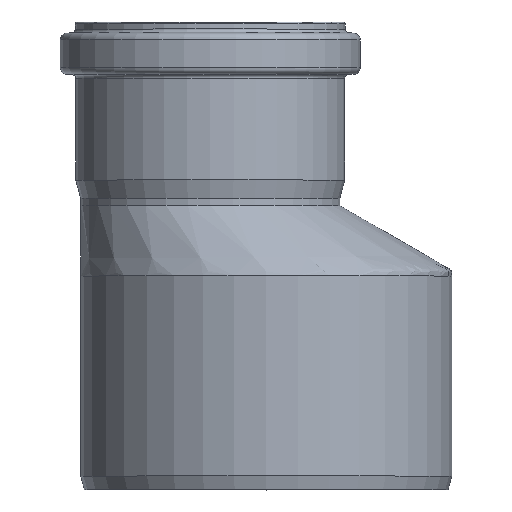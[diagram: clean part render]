
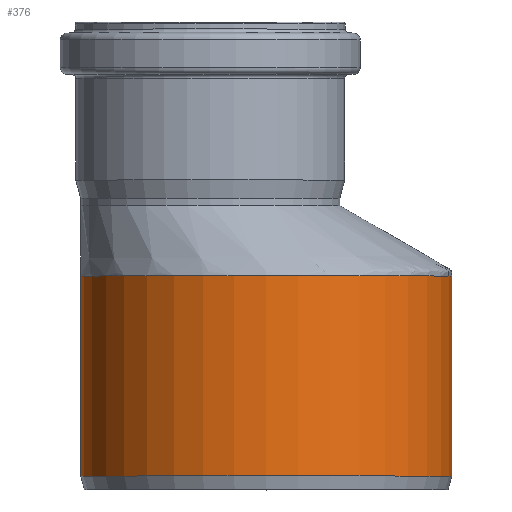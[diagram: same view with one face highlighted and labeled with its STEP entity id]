
A CAD part, top view. The second image highlights one B-rep face of the part: STEP entity #376.
In plain terms, the highlighted cylindrical face has radius 55.15 mm (diameter 110.3 mm), a full revolution.
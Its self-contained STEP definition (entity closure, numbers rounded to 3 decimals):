
#38=FACE_BOUND('',#154,.T.);
#69=CYLINDRICAL_SURFACE('',#415,55.15);
#83=CIRCLE('',#413,55.15);
#84=CIRCLE('',#414,55.15);
#85=CIRCLE('',#416,55.15);
#118=FACE_OUTER_BOUND('',#153,.T.);
#153=EDGE_LOOP('',(#309,#310));
#154=EDGE_LOOP('',(#311));
#223=VERTEX_POINT('',#1183);
#224=VERTEX_POINT('',#1185);
#225=VERTEX_POINT('',#1189);
#262=EDGE_CURVE('',#224,#223,#83,.T.);
#263=EDGE_CURVE('',#223,#224,#84,.T.);
#264=EDGE_CURVE('',#225,#225,#85,.T.);
#309=ORIENTED_EDGE('',*,*,#262,.T.);
#310=ORIENTED_EDGE('',*,*,#263,.T.);
#311=ORIENTED_EDGE('',*,*,#264,.F.);
#376=ADVANCED_FACE('',(#118,#38),#69,.T.);
#413=AXIS2_PLACEMENT_3D('',#1186,#486,#487);
#414=AXIS2_PLACEMENT_3D('',#1187,#488,#489);
#415=AXIS2_PLACEMENT_3D('',#1188,#490,#491);
#416=AXIS2_PLACEMENT_3D('',#1190,#492,#493);
#486=DIRECTION('center_axis',(0.,-1.,0.));
#487=DIRECTION('ref_axis',(1.,0.,0.));
#488=DIRECTION('center_axis',(0.,-1.,0.));
#489=DIRECTION('ref_axis',(1.,0.,0.));
#490=DIRECTION('center_axis',(0.,-1.,0.));
#491=DIRECTION('ref_axis',(1.,0.,0.));
#492=DIRECTION('center_axis',(0.,-1.,0.));
#493=DIRECTION('ref_axis',(1.,0.,0.));
#1183=CARTESIAN_POINT('',(-38.5,-19.656,0.));
#1185=CARTESIAN_POINT('',(71.8,-19.656,0.));
#1186=CARTESIAN_POINT('Origin',(16.65,-19.656,0.));
#1187=CARTESIAN_POINT('Origin',(16.65,-19.656,0.));
#1188=CARTESIAN_POINT('Origin',(16.65,-49.406,0.));
#1189=CARTESIAN_POINT('',(71.8,-79.156,0.));
#1190=CARTESIAN_POINT('Origin',(16.65,-79.156,0.));
